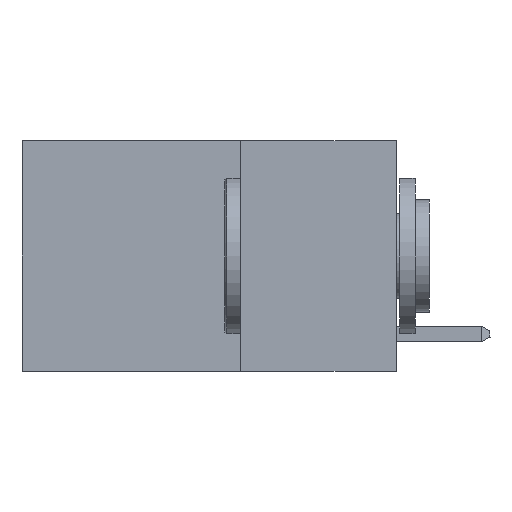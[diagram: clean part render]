
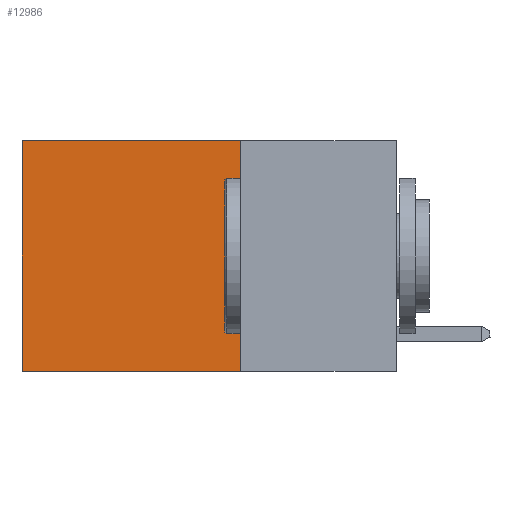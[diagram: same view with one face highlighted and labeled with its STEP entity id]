
A CAD part, left-side view. The second image highlights one B-rep face of the part: STEP entity #12986.
In plain terms, the highlighted planar face has unit normal (-1, 0, 0).
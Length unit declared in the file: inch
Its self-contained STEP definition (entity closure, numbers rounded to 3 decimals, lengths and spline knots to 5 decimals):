
#209 = ORIENTED_EDGE ( 'NONE', *, *, #9892, .T. ) ;
#982 = VERTEX_POINT ( 'NONE', #10234 ) ;
#1171 = FACE_OUTER_BOUND ( 'NONE', #13660, .T. ) ;
#1320 = VERTEX_POINT ( 'NONE', #3703 ) ;
#3432 = VECTOR ( 'NONE', #7949, 39.37008 ) ;
#3703 = CARTESIAN_POINT ( 'NONE',  ( 0.2625, 0.6, -0.37 ) ) ;
#4142 = CARTESIAN_POINT ( 'NONE',  ( 0.2625, 0.25, 0. ) ) ;
#4365 = PLANE ( 'NONE',  #5502 ) ;
#4430 = CARTESIAN_POINT ( 'NONE',  ( 0.2625, 0.6, 0. ) ) ;
#4536 = LINE ( 'NONE', #4826, #3432 ) ;
#4826 = CARTESIAN_POINT ( 'NONE',  ( 0.2625, 0.25, -0.37 ) ) ;
#5270 = LINE ( 'NONE', #11665, #7069 ) ;
#5354 = DIRECTION ( 'NONE',  ( 0., 0., -1. ) ) ;
#5502 = AXIS2_PLACEMENT_3D ( 'NONE', #10756, #9767, #6264 ) ;
#5597 = EDGE_CURVE ( 'NONE', #982, #11003, #13668, .T. ) ;
#5690 = EDGE_CURVE ( 'NONE', #7330, #1320, #11892, .T. ) ;
#5925 = ORIENTED_EDGE ( 'NONE', *, *, #5690, .T. ) ;
#6264 = DIRECTION ( 'NONE',  ( 0., 0., -1. ) ) ;
#7069 = VECTOR ( 'NONE', #13854, 39.37008 ) ;
#7330 = VERTEX_POINT ( 'NONE', #7649 ) ;
#7649 = CARTESIAN_POINT ( 'NONE',  ( 0.2625, 0.6, 0. ) ) ;
#7949 = DIRECTION ( 'NONE',  ( 0., 1., 0. ) ) ;
#9767 = DIRECTION ( 'NONE',  ( 1., 0., 0. ) ) ;
#9892 = EDGE_CURVE ( 'NONE', #982, #7330, #5270, .T. ) ;
#10039 = VECTOR ( 'NONE', #13795, 39.37008 ) ;
#10234 = CARTESIAN_POINT ( 'NONE',  ( 0.2625, 0.25, 0. ) ) ;
#10526 = ORIENTED_EDGE ( 'NONE', *, *, #11047, .F. ) ;
#10756 = CARTESIAN_POINT ( 'NONE',  ( 0.2625, 0.25, 0. ) ) ;
#11003 = VERTEX_POINT ( 'NONE', #11015 ) ;
#11015 = CARTESIAN_POINT ( 'NONE',  ( 0.2625, 0.25, -0.37 ) ) ;
#11047 = EDGE_CURVE ( 'NONE', #11003, #1320, #4536, .T. ) ;
#11665 = CARTESIAN_POINT ( 'NONE',  ( 0.2625, 0.25, 0. ) ) ;
#11892 = LINE ( 'NONE', #4430, #12988 ) ;
#11967 = ORIENTED_EDGE ( 'NONE', *, *, #5597, .F. ) ;
#12986 = ADVANCED_FACE ( 'NONE', ( #1171 ), #4365, .F. ) ;
#12988 = VECTOR ( 'NONE', #5354, 39.37008 ) ;
#13660 = EDGE_LOOP ( 'NONE', ( #5925, #10526, #11967, #209 ) ) ;
#13668 = LINE ( 'NONE', #4142, #10039 ) ;
#13795 = DIRECTION ( 'NONE',  ( 0., 0., -1. ) ) ;
#13854 = DIRECTION ( 'NONE',  ( 0., 1., 0. ) ) ;
